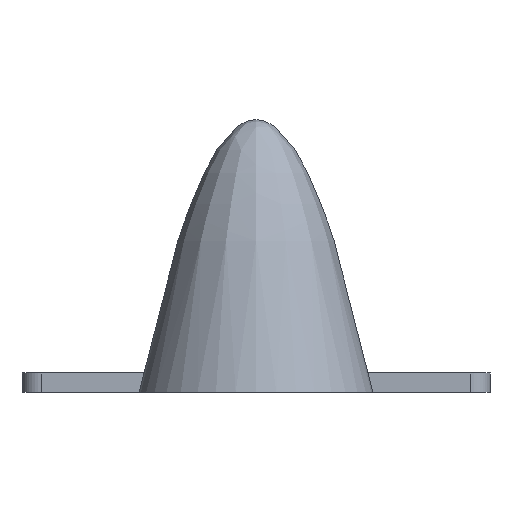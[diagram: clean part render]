
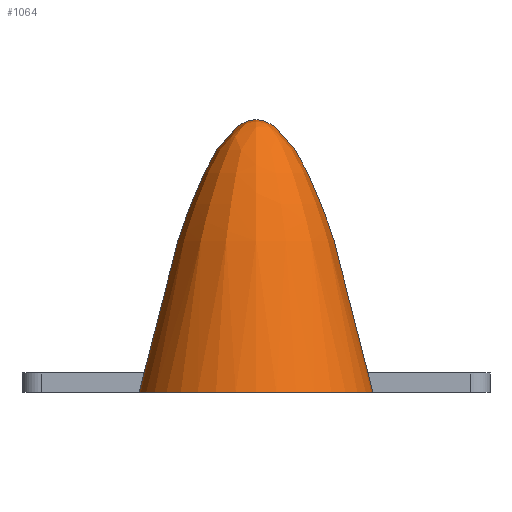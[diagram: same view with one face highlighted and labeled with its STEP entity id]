
A CAD part, left-side view. The second image highlights one B-rep face of the part: STEP entity #1064.
In plain terms, the highlighted free-form (B-spline) face has degree [3, 3] with [4, 19] control points.
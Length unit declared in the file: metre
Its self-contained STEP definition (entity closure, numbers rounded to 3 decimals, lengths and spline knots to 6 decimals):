
#22=VERTEX_LOOP('',#662);
#45=B_SPLINE_SURFACE_WITH_KNOTS('',3,3,((#3144,#3145,#3146,#3147,#3148,
#3149,#3150,#3151,#3152,#3153,#3154,#3155,#3156,#3157,#3158,#3159,#3160,
#3161,#3162),(#3163,#3164,#3165,#3166,#3167,#3168,#3169,#3170,#3171,#3172,
#3173,#3174,#3175,#3176,#3177,#3178,#3179,#3180,#3181),(#3182,#3183,#3184,
#3185,#3186,#3187,#3188,#3189,#3190,#3191,#3192,#3193,#3194,#3195,#3196,
#3197,#3198,#3199,#3200),(#3201,#3202,#3203,#3204,#3205,#3206,#3207,#3208,
#3209,#3210,#3211,#3212,#3213,#3214,#3215,#3216,#3217,#3218,#3219)),
 .UNSPECIFIED.,.F.,.T.,.F.,(4,4),(1,1,1,1,1,1,1,1,1,1,1,1,1,1,1,1,1,1,1,
1,1,1,1),(0.,0.5),(-1.178097,-0.785398,-0.392699,
0.,0.392699,0.785398,1.178097,1.570796,
1.963495,2.356194,2.748894,3.141593,3.534292,
3.926991,4.31969,4.712389,5.105088,5.497787,
5.890486,6.283185,6.675884,7.068583,7.461283),
 .UNSPECIFIED.);
#118=CIRCLE('',#1189,0.03);
#344=ORIENTED_EDGE('',*,*,#546,.F.);
#546=EDGE_CURVE('',#661,#661,#118,.T.);
#661=VERTEX_POINT('',#3143);
#662=VERTEX_POINT('',#3220);
#865=EDGE_LOOP('',(#344));
#956=FACE_BOUND('',#22,.T.);
#957=FACE_BOUND('',#865,.T.);
#1064=ADVANCED_FACE('',(#956,#957),#45,.T.);
#1189=AXIS2_PLACEMENT_3D('',#3142,#1434,#1435);
#1434=DIRECTION('',(0.,0.,-1.));
#1435=DIRECTION('',(-1.,0.,0.));
#3142=CARTESIAN_POINT('',(0.374,0.,0.));
#3143=CARTESIAN_POINT('',(0.344,0.,0.));
#3144=CARTESIAN_POINT('',(0.402438,0.011779,0.));
#3145=CARTESIAN_POINT('',(0.404781,0.,0.));
#3146=CARTESIAN_POINT('',(0.402438,-0.011779,0.));
#3147=CARTESIAN_POINT('',(0.395765,-0.021765,0.));
#3148=CARTESIAN_POINT('',(0.385779,-0.028438,0.));
#3149=CARTESIAN_POINT('',(0.374,-0.030781,0.));
#3150=CARTESIAN_POINT('',(0.362221,-0.028438,0.));
#3151=CARTESIAN_POINT('',(0.352235,-0.021765,0.));
#3152=CARTESIAN_POINT('',(0.345562,-0.011779,0.));
#3153=CARTESIAN_POINT('',(0.343219,0.,0.));
#3154=CARTESIAN_POINT('',(0.345562,0.011779,0.));
#3155=CARTESIAN_POINT('',(0.352235,0.021765,0.));
#3156=CARTESIAN_POINT('',(0.362221,0.028438,0.));
#3157=CARTESIAN_POINT('',(0.374,0.030781,0.));
#3158=CARTESIAN_POINT('',(0.385779,0.028438,0.));
#3159=CARTESIAN_POINT('',(0.395765,0.021765,0.));
#3160=CARTESIAN_POINT('',(0.402438,0.011779,0.));
#3161=CARTESIAN_POINT('',(0.404781,0.,0.));
#3162=CARTESIAN_POINT('',(0.402438,-0.011779,0.));
#3163=CARTESIAN_POINT('',(0.392959,0.007853,0.046667));
#3164=CARTESIAN_POINT('',(0.394521,0.,0.046667));
#3165=CARTESIAN_POINT('',(0.392959,-0.007853,0.046667));
#3166=CARTESIAN_POINT('',(0.38851,-0.01451,0.046667));
#3167=CARTESIAN_POINT('',(0.381853,-0.018959,0.046667));
#3168=CARTESIAN_POINT('',(0.374,-0.020521,0.046667));
#3169=CARTESIAN_POINT('',(0.366147,-0.018959,0.046667));
#3170=CARTESIAN_POINT('',(0.35949,-0.01451,0.046667));
#3171=CARTESIAN_POINT('',(0.355041,-0.007853,0.046667));
#3172=CARTESIAN_POINT('',(0.353479,0.,0.046667));
#3173=CARTESIAN_POINT('',(0.355041,0.007853,0.046667));
#3174=CARTESIAN_POINT('',(0.35949,0.01451,0.046667));
#3175=CARTESIAN_POINT('',(0.366147,0.018959,0.046667));
#3176=CARTESIAN_POINT('',(0.374,0.020521,0.046667));
#3177=CARTESIAN_POINT('',(0.381853,0.018959,0.046667));
#3178=CARTESIAN_POINT('',(0.38851,0.01451,0.046667));
#3179=CARTESIAN_POINT('',(0.392959,0.007853,0.046667));
#3180=CARTESIAN_POINT('',(0.394521,0.,0.046667));
#3181=CARTESIAN_POINT('',(0.392959,-0.007853,0.046667));
#3182=CARTESIAN_POINT('',(0.383479,0.003926,0.07));
#3183=CARTESIAN_POINT('',(0.38426,0.,0.07));
#3184=CARTESIAN_POINT('',(0.383479,-0.003926,0.07));
#3185=CARTESIAN_POINT('',(0.381255,-0.007255,0.07));
#3186=CARTESIAN_POINT('',(0.377926,-0.009479,0.07));
#3187=CARTESIAN_POINT('',(0.374,-0.01026,0.07));
#3188=CARTESIAN_POINT('',(0.370074,-0.009479,0.07));
#3189=CARTESIAN_POINT('',(0.366745,-0.007255,0.07));
#3190=CARTESIAN_POINT('',(0.364521,-0.003926,0.07));
#3191=CARTESIAN_POINT('',(0.36374,0.,0.07));
#3192=CARTESIAN_POINT('',(0.364521,0.003926,0.07));
#3193=CARTESIAN_POINT('',(0.366745,0.007255,0.07));
#3194=CARTESIAN_POINT('',(0.370074,0.009479,0.07));
#3195=CARTESIAN_POINT('',(0.374,0.01026,0.07));
#3196=CARTESIAN_POINT('',(0.377926,0.009479,0.07));
#3197=CARTESIAN_POINT('',(0.381255,0.007255,0.07));
#3198=CARTESIAN_POINT('',(0.383479,0.003926,0.07));
#3199=CARTESIAN_POINT('',(0.38426,0.,0.07));
#3200=CARTESIAN_POINT('',(0.383479,-0.003926,0.07));
#3201=CARTESIAN_POINT('',(0.374,0.,0.07));
#3202=CARTESIAN_POINT('',(0.374,0.,0.07));
#3203=CARTESIAN_POINT('',(0.374,0.,0.07));
#3204=CARTESIAN_POINT('',(0.374,0.,0.07));
#3205=CARTESIAN_POINT('',(0.374,0.,0.07));
#3206=CARTESIAN_POINT('',(0.374,0.,0.07));
#3207=CARTESIAN_POINT('',(0.374,0.,0.07));
#3208=CARTESIAN_POINT('',(0.374,0.,0.07));
#3209=CARTESIAN_POINT('',(0.374,0.,0.07));
#3210=CARTESIAN_POINT('',(0.374,0.,0.07));
#3211=CARTESIAN_POINT('',(0.374,0.,0.07));
#3212=CARTESIAN_POINT('',(0.374,0.,0.07));
#3213=CARTESIAN_POINT('',(0.374,0.,0.07));
#3214=CARTESIAN_POINT('',(0.374,0.,0.07));
#3215=CARTESIAN_POINT('',(0.374,0.,0.07));
#3216=CARTESIAN_POINT('',(0.374,0.,0.07));
#3217=CARTESIAN_POINT('',(0.374,0.,0.07));
#3218=CARTESIAN_POINT('',(0.374,0.,0.07));
#3219=CARTESIAN_POINT('',(0.374,0.,0.07));
#3220=CARTESIAN_POINT('',(0.374,0.,0.07));
